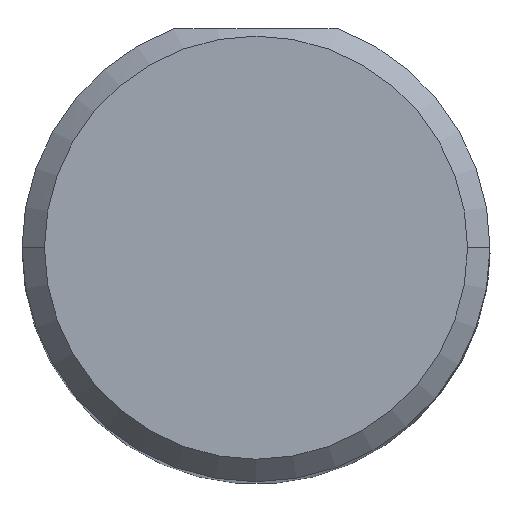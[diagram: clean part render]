
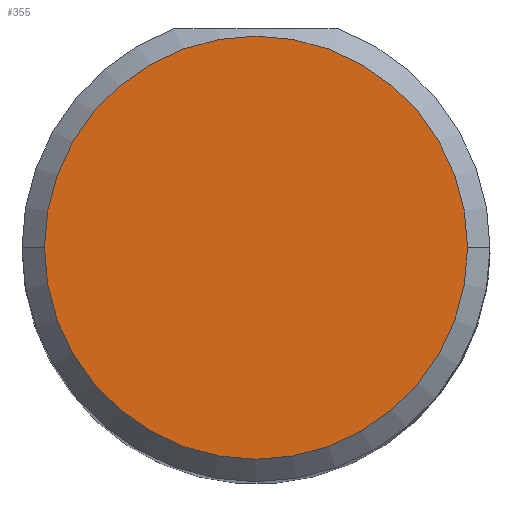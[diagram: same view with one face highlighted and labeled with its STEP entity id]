
A CAD part, top view. The second image highlights one B-rep face of the part: STEP entity #355.
In plain terms, the highlighted planar face has unit normal (0, 0, 1).
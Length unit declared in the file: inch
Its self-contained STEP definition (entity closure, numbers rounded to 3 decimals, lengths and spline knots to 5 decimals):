
#11 = VERTEX_POINT ( 'NONE', #438 ) ;
#57 = CARTESIAN_POINT ( 'NONE',  ( 0., 0., 2.5 ) ) ;
#97 = VERTEX_POINT ( 'NONE', #521 ) ;
#106 = DIRECTION ( 'NONE',  ( 0., 0., 1. ) ) ;
#122 = EDGE_CURVE ( 'NONE', #97, #11, #224, .T. ) ;
#129 = CARTESIAN_POINT ( 'NONE',  ( 0., 0., 2.5 ) ) ;
#148 = ORIENTED_EDGE ( 'NONE', *, *, #221, .T. ) ;
#188 = FACE_OUTER_BOUND ( 'NONE', #388, .T. ) ;
#221 = EDGE_CURVE ( 'NONE', #11, #97, #246, .T. ) ;
#224 = CIRCLE ( 'NONE', #449, 0.14125 ) ;
#228 = PLANE ( 'NONE',  #397 ) ;
#239 = ORIENTED_EDGE ( 'NONE', *, *, #122, .T. ) ;
#246 = CIRCLE ( 'NONE', #363, 0.14125 ) ;
#268 = DIRECTION ( 'NONE',  ( 1., 0., 0. ) ) ;
#306 = DIRECTION ( 'NONE',  ( 0., 0., 1. ) ) ;
#340 = DIRECTION ( 'NONE',  ( 0., 0., 1. ) ) ;
#355 = ADVANCED_FACE ( 'NONE', ( #188 ), #228, .T. ) ;
#363 = AXIS2_PLACEMENT_3D ( 'NONE', #375, #340, #425 ) ;
#375 = CARTESIAN_POINT ( 'NONE',  ( 0., 0., 2.5 ) ) ;
#388 = EDGE_LOOP ( 'NONE', ( #148, #239 ) ) ;
#397 = AXIS2_PLACEMENT_3D ( 'NONE', #57, #106, #504 ) ;
#425 = DIRECTION ( 'NONE',  ( 1., 0., 0. ) ) ;
#438 = CARTESIAN_POINT ( 'NONE',  ( -0.14125, 0., 2.5 ) ) ;
#449 = AXIS2_PLACEMENT_3D ( 'NONE', #129, #306, #268 ) ;
#504 = DIRECTION ( 'NONE',  ( 1., 0., 0. ) ) ;
#521 = CARTESIAN_POINT ( 'NONE',  ( 0.14125, 0., 2.5 ) ) ;
